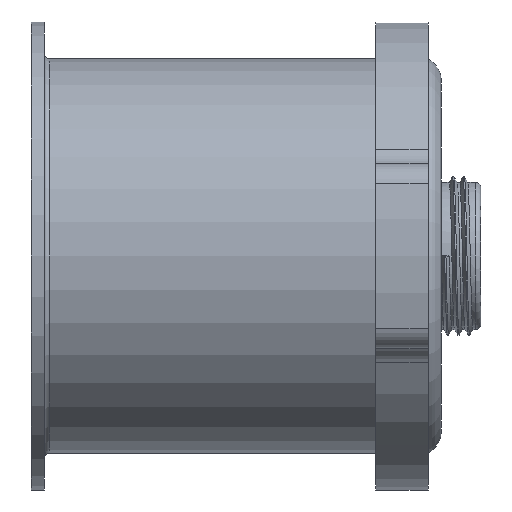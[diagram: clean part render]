
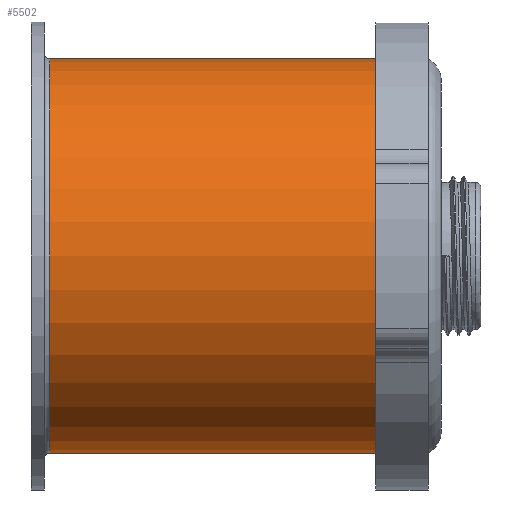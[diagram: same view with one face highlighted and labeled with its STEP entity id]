
A CAD part, left-side view. The second image highlights one B-rep face of the part: STEP entity #5502.
In plain terms, the highlighted cylindrical face has radius 75 mm (diameter 150 mm), a partial arc.
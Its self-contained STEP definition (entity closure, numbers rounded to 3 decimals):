
#113 = DIRECTION ( 'NONE',  ( 0., 0., -1. ) ) ;
#207 = VERTEX_POINT ( 'NONE', #3562 ) ;
#216 = AXIS2_PLACEMENT_3D ( 'NONE', #1594, #1472, #113 ) ;
#578 = FACE_OUTER_BOUND ( 'NONE', #5954, .T. ) ;
#640 = CYLINDRICAL_SURFACE ( 'NONE', #216, 75. ) ;
#804 = CIRCLE ( 'NONE', #1302, 75. ) ;
#996 = CARTESIAN_POINT ( 'NONE',  ( 0., 149., 0. ) ) ;
#1027 = ORIENTED_EDGE ( 'NONE', *, *, #1504, .T. ) ;
#1202 = ORIENTED_EDGE ( 'NONE', *, *, #2856, .F. ) ;
#1302 = AXIS2_PLACEMENT_3D ( 'NONE', #996, #5201, #2115 ) ;
#1368 = LINE ( 'NONE', #3790, #2580 ) ;
#1472 = DIRECTION ( 'NONE',  ( 0., -1., 0. ) ) ;
#1504 = EDGE_CURVE ( 'NONE', #207, #2167, #1368, .T. ) ;
#1526 = DIRECTION ( 'NONE',  ( 0., -1., 0. ) ) ;
#1594 = CARTESIAN_POINT ( 'NONE',  ( 0., 6., 0. ) ) ;
#2058 = ORIENTED_EDGE ( 'NONE', *, *, #3690, .T. ) ;
#2115 = DIRECTION ( 'NONE',  ( 0., 0., 1. ) ) ;
#2135 = CARTESIAN_POINT ( 'NONE',  ( 0., 25., -75. ) ) ;
#2167 = VERTEX_POINT ( 'NONE', #2135 ) ;
#2302 = DIRECTION ( 'NONE',  ( 0., -1., 0. ) ) ;
#2523 = EDGE_CURVE ( 'NONE', #2922, #2167, #3908, .T. ) ;
#2580 = VECTOR ( 'NONE', #2302, 1000. ) ;
#2856 = EDGE_CURVE ( 'NONE', #4340, #2922, #5474, .T. ) ;
#2922 = VERTEX_POINT ( 'NONE', #4902 ) ;
#2975 = DIRECTION ( 'NONE',  ( 0., 0., -1. ) ) ;
#3562 = CARTESIAN_POINT ( 'NONE',  ( 0., 149., -75. ) ) ;
#3690 = EDGE_CURVE ( 'NONE', #4340, #207, #804, .T. ) ;
#3727 = AXIS2_PLACEMENT_3D ( 'NONE', #4320, #1526, #2975 ) ;
#3790 = CARTESIAN_POINT ( 'NONE',  ( 0., 6., -75. ) ) ;
#3908 = CIRCLE ( 'NONE', #3727, 75. ) ;
#4320 = CARTESIAN_POINT ( 'NONE',  ( 0., 25., 0. ) ) ;
#4340 = VERTEX_POINT ( 'NONE', #4995 ) ;
#4902 = CARTESIAN_POINT ( 'NONE',  ( 0., 25., 75. ) ) ;
#4956 = ORIENTED_EDGE ( 'NONE', *, *, #2523, .F. ) ;
#4995 = CARTESIAN_POINT ( 'NONE',  ( 0., 149., 75. ) ) ;
#5201 = DIRECTION ( 'NONE',  ( 0., -1., 0. ) ) ;
#5214 = VECTOR ( 'NONE', #5407, 1000. ) ;
#5407 = DIRECTION ( 'NONE',  ( 0., -1., 0. ) ) ;
#5474 = LINE ( 'NONE', #5825, #5214 ) ;
#5502 = ADVANCED_FACE ( 'NONE', ( #578 ), #640, .T. ) ;
#5825 = CARTESIAN_POINT ( 'NONE',  ( 0., 6., 75. ) ) ;
#5954 = EDGE_LOOP ( 'NONE', ( #1202, #2058, #1027, #4956 ) ) ;
